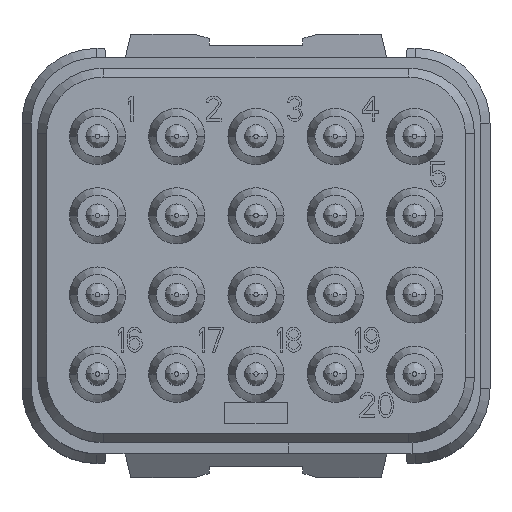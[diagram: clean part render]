
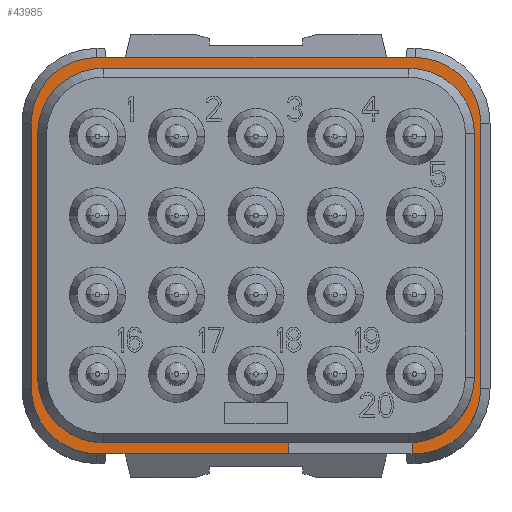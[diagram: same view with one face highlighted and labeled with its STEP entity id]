
A CAD part, top view. The second image highlights one B-rep face of the part: STEP entity #43985.
In plain terms, the highlighted planar face has unit normal (0, 0, 1).
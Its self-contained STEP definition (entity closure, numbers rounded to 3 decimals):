
#1=DIRECTION('',(-1.,0.,0.));
#2=VECTOR('',#1,0.1);
#3=CARTESIAN_POINT('',(5.1,-6.35,1.34));
#4=LINE('',#3,#2);
#5=DIRECTION('',(0.,1.,0.));
#6=VECTOR('',#5,0.352);
#7=CARTESIAN_POINT('',(5.,-6.35,1.34));
#8=LINE('',#7,#6);
#9=CARTESIAN_POINT('',(4.9,-3.9,1.34));
#10=DIRECTION('',(0.,0.,1.));
#11=DIRECTION('',(0.048,-0.999,0.));
#12=AXIS2_PLACEMENT_3D('',#9,#10,#11);
#14=DIRECTION('',(0.,1.,0.));
#15=VECTOR('',#14,7.8);
#16=CARTESIAN_POINT('',(7.,-3.9,1.34));
#17=LINE('',#16,#15);
#18=CARTESIAN_POINT('',(4.9,3.9,1.34));
#19=DIRECTION('',(0.,0.,1.));
#20=DIRECTION('',(1.,0.,0.));
#21=AXIS2_PLACEMENT_3D('',#18,#19,#20);
#23=DIRECTION('',(-1.,0.,0.));
#24=VECTOR('',#23,9.8);
#25=CARTESIAN_POINT('',(4.9,6.,1.34));
#26=LINE('',#25,#24);
#27=CARTESIAN_POINT('',(-4.9,3.9,1.34));
#28=DIRECTION('',(0.,0.,1.));
#29=DIRECTION('',(0.,1.,0.));
#30=AXIS2_PLACEMENT_3D('',#27,#28,#29);
#32=DIRECTION('',(0.,-1.,0.));
#33=VECTOR('',#32,7.8);
#34=CARTESIAN_POINT('',(-7.,3.9,1.34));
#35=LINE('',#34,#33);
#36=CARTESIAN_POINT('',(-4.9,-3.9,1.34));
#37=DIRECTION('',(0.,0.,1.));
#38=DIRECTION('',(-1.,0.,0.));
#39=AXIS2_PLACEMENT_3D('',#36,#37,#38);
#41=DIRECTION('',(1.,0.,0.));
#42=VECTOR('',#41,5.95);
#43=CARTESIAN_POINT('',(-4.9,-6.,1.34));
#44=LINE('',#43,#42);
#45=DIRECTION('',(0.,1.,0.));
#46=VECTOR('',#45,0.35);
#47=CARTESIAN_POINT('',(1.05,-6.35,1.34));
#48=LINE('',#47,#46);
#49=DIRECTION('',(-1.,0.,0.));
#50=VECTOR('',#49,6.15);
#51=CARTESIAN_POINT('',(1.05,-6.35,1.34));
#52=LINE('',#51,#50);
#53=DIRECTION('',(0.,1.,0.));
#54=VECTOR('',#53,8.5);
#55=CARTESIAN_POINT('',(-7.2,-4.25,1.34));
#56=LINE('',#55,#54);
#57=DIRECTION('',(1.,0.,0.));
#58=VECTOR('',#57,10.2);
#59=CARTESIAN_POINT('',(-5.1,6.35,1.34));
#60=LINE('',#59,#58);
#61=DIRECTION('',(0.,-1.,0.));
#62=VECTOR('',#61,8.5);
#63=CARTESIAN_POINT('',(7.2,4.25,1.34));
#64=LINE('',#63,#62);
#7472=CARTESIAN_POINT('',(5.1,-4.25,1.34));
#7473=DIRECTION('',(0.,0.,-1.));
#7474=DIRECTION('',(1.,0.,0.));
#7475=AXIS2_PLACEMENT_3D('',#7472,#7473,#7474);
#7509=CARTESIAN_POINT('',(-5.1,4.25,1.34));
#7510=DIRECTION('',(0.,0.,-1.));
#7511=DIRECTION('',(-1.,0.,0.));
#7512=AXIS2_PLACEMENT_3D('',#7509,#7510,#7511);
#7526=CARTESIAN_POINT('',(5.1,4.25,1.34));
#7527=DIRECTION('',(0.,0.,-1.));
#7528=DIRECTION('',(0.,1.,0.));
#7529=AXIS2_PLACEMENT_3D('',#7526,#7527,#7528);
#7543=CARTESIAN_POINT('',(-5.1,-4.25,1.34));
#7544=DIRECTION('',(0.,0.,-1.));
#7545=DIRECTION('',(0.,-1.,0.));
#7546=AXIS2_PLACEMENT_3D('',#7543,#7544,#7545);
#35806=CARTESIAN_POINT('',(5.1,6.35,1.34));
#35807=CARTESIAN_POINT('',(7.2,4.25,1.34));
#35808=VERTEX_POINT('',#35806);
#35809=VERTEX_POINT('',#35807);
#35810=CARTESIAN_POINT('',(-7.2,4.25,1.34));
#35811=CARTESIAN_POINT('',(-5.1,6.35,1.34));
#35812=VERTEX_POINT('',#35810);
#35813=VERTEX_POINT('',#35811);
#35814=CARTESIAN_POINT('',(-5.1,-6.35,1.34));
#35815=CARTESIAN_POINT('',(-7.2,-4.25,1.34));
#35816=VERTEX_POINT('',#35814);
#35817=VERTEX_POINT('',#35815);
#35818=CARTESIAN_POINT('',(7.2,-4.25,1.34));
#35819=CARTESIAN_POINT('',(5.1,-6.35,1.34));
#35820=VERTEX_POINT('',#35818);
#35821=VERTEX_POINT('',#35819);
#35962=CARTESIAN_POINT('',(-7.,3.9,1.34));
#35963=CARTESIAN_POINT('',(-7.,-3.9,1.34));
#35964=VERTEX_POINT('',#35962);
#35965=VERTEX_POINT('',#35963);
#35966=CARTESIAN_POINT('',(-4.9,-6.,1.34));
#35967=VERTEX_POINT('',#35966);
#35968=CARTESIAN_POINT('',(7.,-3.9,1.34));
#35969=CARTESIAN_POINT('',(7.,3.9,1.34));
#35970=VERTEX_POINT('',#35968);
#35971=VERTEX_POINT('',#35969);
#35972=CARTESIAN_POINT('',(4.9,6.,1.34));
#35973=VERTEX_POINT('',#35972);
#35974=CARTESIAN_POINT('',(-4.9,6.,1.34));
#35975=VERTEX_POINT('',#35974);
#36356=CARTESIAN_POINT('',(5.,-6.35,1.34));
#36357=VERTEX_POINT('',#36356);
#36358=CARTESIAN_POINT('',(1.05,-6.35,1.34));
#36359=VERTEX_POINT('',#36358);
#36360=CARTESIAN_POINT('',(1.05,-6.,1.34));
#36361=VERTEX_POINT('',#36360);
#36366=CARTESIAN_POINT('',(5.,-5.998,1.34));
#36367=VERTEX_POINT('',#36366);
#43940=CARTESIAN_POINT('',(0.,0.,1.34));
#43941=DIRECTION('',(0.,0.,1.));
#43942=DIRECTION('',(1.,0.,0.));
#43943=AXIS2_PLACEMENT_3D('',#43940,#43941,#43942);
#43944=PLANE('',#43943);
#43946=ORIENTED_EDGE('',*,*,#43945,.T.);
#43948=ORIENTED_EDGE('',*,*,#43947,.T.);
#43950=ORIENTED_EDGE('',*,*,#43949,.T.);
#43952=ORIENTED_EDGE('',*,*,#43951,.T.);
#43954=ORIENTED_EDGE('',*,*,#43953,.T.);
#43956=ORIENTED_EDGE('',*,*,#43955,.T.);
#43958=ORIENTED_EDGE('',*,*,#43957,.T.);
#43960=ORIENTED_EDGE('',*,*,#43959,.T.);
#43962=ORIENTED_EDGE('',*,*,#43961,.T.);
#43964=ORIENTED_EDGE('',*,*,#43963,.T.);
#43966=ORIENTED_EDGE('',*,*,#43965,.F.);
#43968=ORIENTED_EDGE('',*,*,#43967,.T.);
#43970=ORIENTED_EDGE('',*,*,#43969,.T.);
#43972=ORIENTED_EDGE('',*,*,#43971,.T.);
#43974=ORIENTED_EDGE('',*,*,#43973,.T.);
#43976=ORIENTED_EDGE('',*,*,#43975,.T.);
#43978=ORIENTED_EDGE('',*,*,#43977,.T.);
#43980=ORIENTED_EDGE('',*,*,#43979,.T.);
#43982=ORIENTED_EDGE('',*,*,#43981,.T.);
#43983=EDGE_LOOP('',(#43946,#43948,#43950,#43952,#43954,#43956,#43958,#43960,
#43962,#43964,#43966,#43968,#43970,#43972,#43974,#43976,#43978,#43980,#43982));
#43984=FACE_OUTER_BOUND('',#43983,.F.);
#43985=ADVANCED_FACE('',(#43984),#43944,.T.);
#13=CIRCLE('',#12,2.1);
#22=CIRCLE('',#21,2.1);
#31=CIRCLE('',#30,2.1);
#40=CIRCLE('',#39,2.1);
#7476=CIRCLE('',#7475,2.1);
#7513=CIRCLE('',#7512,2.1);
#7530=CIRCLE('',#7529,2.1);
#7547=CIRCLE('',#7546,2.1);
#43945=EDGE_CURVE('',#35821,#36357,#4,.T.);
#43947=EDGE_CURVE('',#36357,#36367,#8,.T.);
#43949=EDGE_CURVE('',#36367,#35970,#13,.T.);
#43951=EDGE_CURVE('',#35970,#35971,#17,.T.);
#43953=EDGE_CURVE('',#35971,#35973,#22,.T.);
#43955=EDGE_CURVE('',#35973,#35975,#26,.T.);
#43957=EDGE_CURVE('',#35975,#35964,#31,.T.);
#43959=EDGE_CURVE('',#35964,#35965,#35,.T.);
#43961=EDGE_CURVE('',#35965,#35967,#40,.T.);
#43963=EDGE_CURVE('',#35967,#36361,#44,.T.);
#43965=EDGE_CURVE('',#36359,#36361,#48,.T.);
#43967=EDGE_CURVE('',#36359,#35816,#52,.T.);
#43969=EDGE_CURVE('',#35816,#35817,#7547,.T.);
#43971=EDGE_CURVE('',#35817,#35812,#56,.T.);
#43973=EDGE_CURVE('',#35812,#35813,#7513,.T.);
#43975=EDGE_CURVE('',#35813,#35808,#60,.T.);
#43977=EDGE_CURVE('',#35808,#35809,#7530,.T.);
#43979=EDGE_CURVE('',#35809,#35820,#64,.T.);
#43981=EDGE_CURVE('',#35820,#35821,#7476,.T.);
